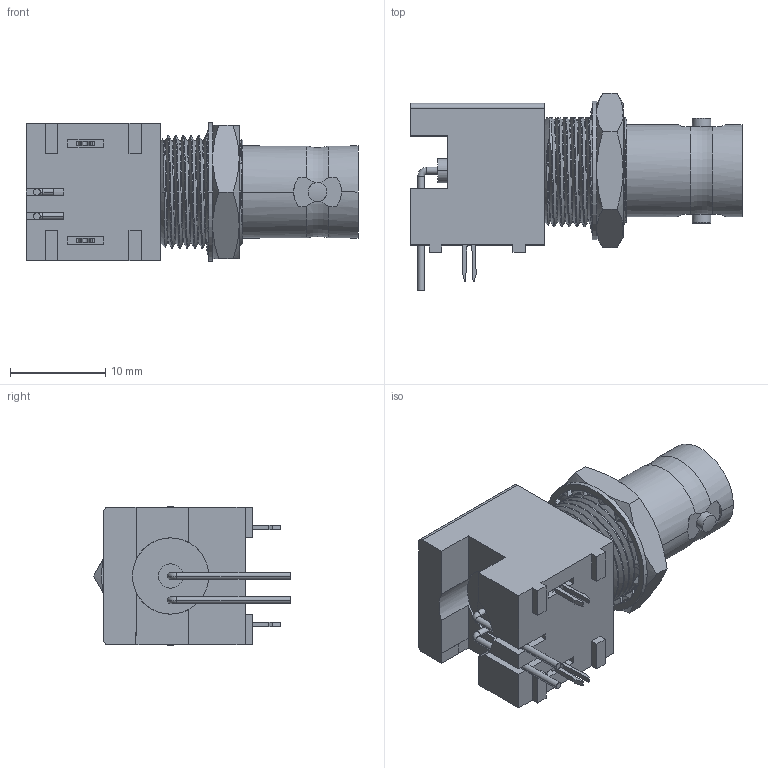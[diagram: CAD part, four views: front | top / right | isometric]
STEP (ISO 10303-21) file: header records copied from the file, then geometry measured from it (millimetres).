
FILE_DESCRIPTION((''),'2;1');
FILE_NAME('ASM0002_SW0001','2021-08-20T16:07:20',('Madhan'),(''),'CREO PARAMETRIC BY PTC INC, 2019444','CREO PARAMETRIC BY PTC INC, 2019444','');
FILE_SCHEMA(('CONFIG_CONTROL_DESIGN'));
Length unit declared in the file: millimetre
Products named in the file (1): ASM0002_SW0001
Bounding box: 34.8 x 20.64 x 14.53 mm (x, y, z)
Volume: 4156.9 mm3; surface area: 3179.3 mm2
Topology: 1 solids, 1 shells, 367 faces, 1067 edges, 713 vertices
Faces by surface type: plane 176, bspline 77, cylinder 73, cone 35, torus 6
Entity records: 19805 total; most frequent: CARTESIAN_POINT 10771, ORIENTED_EDGE 2130, DIRECTION 1498, EDGE_CURVE 1065, VERTEX_POINT 713, VECTOR 532, LINE 532, AXIS2_PLACEMENT_3D 483
